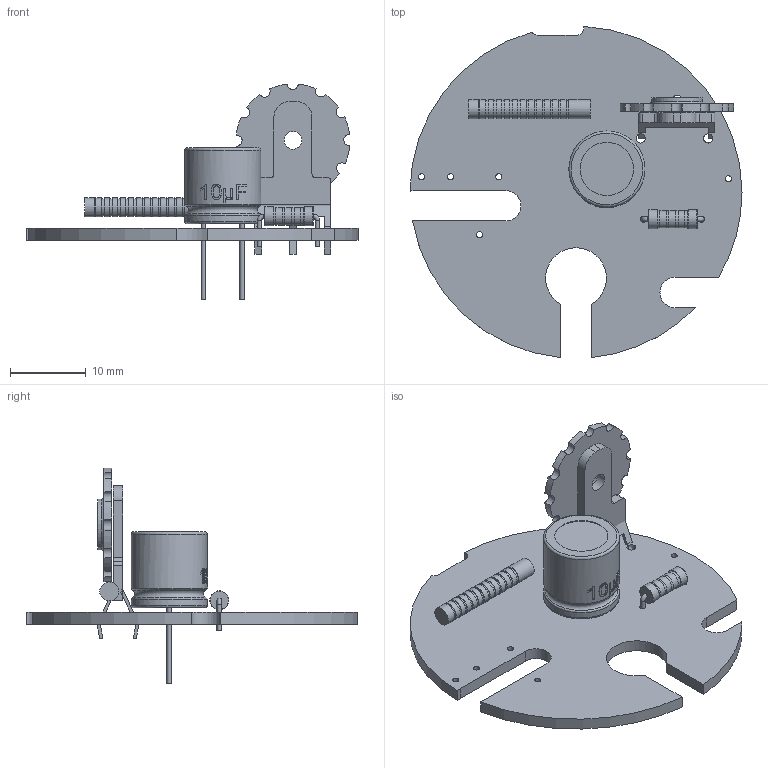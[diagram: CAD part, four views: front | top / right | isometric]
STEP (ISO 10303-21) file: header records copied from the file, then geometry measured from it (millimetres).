
FILE_DESCRIPTION(('KiCad electronic assembly'),'2;1');
FILE_NAME('ColorTest.step','2023-07-06T11:45:42',('Pcbnew'),('Kicad'), 'Open CASCADE STEP processor 7.6','KiCad to STEP converter','Unknown' );
FILE_SCHEMA(('AUTOMOTIVE_DESIGN { 1 0 10303 214 1 1 1 1 }'));
Length unit declared in the file: millimetre
Products named in the file (10): ColorTest 1; Trimmer_250Î©; COMPOUND; Cap_10ÂµF; SOLID; Cylinder_ColorTest1; R_10k_qtr; Key_Hole PCB
Assembly tree (9 placements, depth 3):
  ColorTest 1
    Trimmer_250Î©
      COMPOUND
    Cap_10ÂµF
      SOLID
    Cylinder_ColorTest1
      SOLID
    R_10k_qtr
      SOLID
    Key_Hole PCB
Bounding box: 43.7 x 43.58 x 28.4 mm (x, y, z)
Volume: 3314.4 mm3; surface area: 4535.9 mm2
Topology: 7 solids, 7 shells, 269 faces, 640 edges, 423 vertices
Faces by surface type: plane 123, cylinder 106, extrusion 28, torus 10, bspline 2
Full cylindrical faces by diameter (mm): 0.6 x6, 0.8 x9, 1.2 x3, 2.281 x12, 2.3 x7, 2.334 x1, 2.5 x15, 3.907 x1, 6.699 x1, 7.003 x1, 10 x2
Entity records: 21350 total; most frequent: CARTESIAN_POINT 6856, DIRECTION 2450, ORIENTED_EDGE 1280, PCURVE 1280, DEFINITIONAL_REPRESENTATION 1280, VECTOR 1275, LINE 1247, EDGE_CURVE 640
